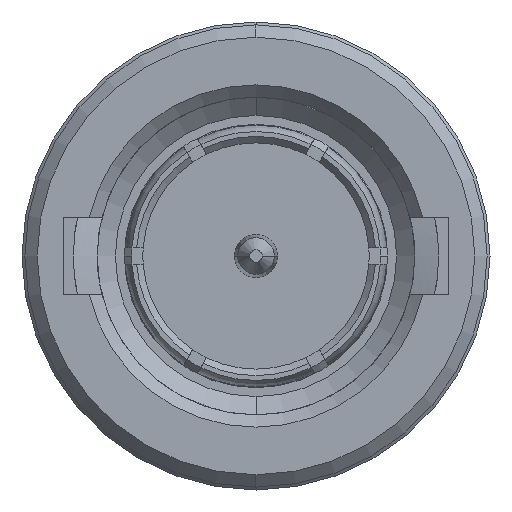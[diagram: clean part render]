
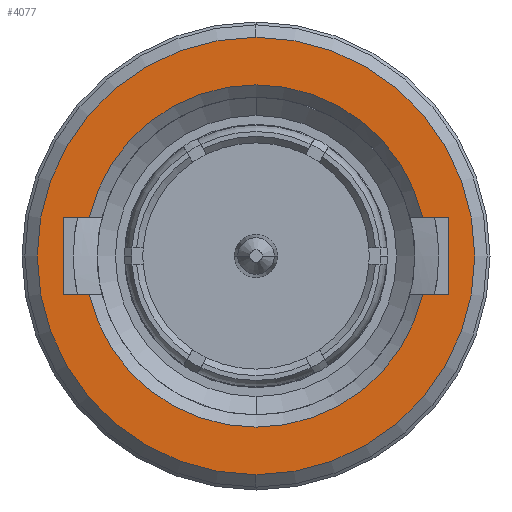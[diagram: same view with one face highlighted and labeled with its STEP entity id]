
A CAD part, left-side view. The second image highlights one B-rep face of the part: STEP entity #4077.
In plain terms, the highlighted planar face has unit normal (-1, 0, 0).
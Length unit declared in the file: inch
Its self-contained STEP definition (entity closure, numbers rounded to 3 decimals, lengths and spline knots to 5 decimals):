
#1443=CARTESIAN_POINT('',(-0.03104,0.,0.));
#1444=DIRECTION('',(1.,0.,0.));
#1445=DIRECTION('',(0.,0.,-1.));
#1446=AXIS2_PLACEMENT_3D('',#1443,#1444,#1445);
#1453=DIRECTION('',(0.,-1.,0.));
#1454=VECTOR('',#1453,0.03087);
#1455=CARTESIAN_POINT('',(-0.03104,-0.20313,-0.047));
#1456=LINE('',#1455,#1454);
#1457=DIRECTION('',(0.,0.,1.));
#1458=VECTOR('',#1457,0.094);
#1459=CARTESIAN_POINT('',(-0.03104,-0.234,-0.047));
#1460=LINE('',#1459,#1458);
#1461=DIRECTION('',(0.,1.,0.));
#1462=VECTOR('',#1461,0.03087);
#1463=CARTESIAN_POINT('',(-0.03104,-0.234,0.047));
#1464=LINE('',#1463,#1462);
#1465=DIRECTION('',(0.,1.,0.));
#1466=VECTOR('',#1465,0.03087);
#1467=CARTESIAN_POINT('',(-0.03104,0.20313,0.047));
#1468=LINE('',#1467,#1466);
#1469=DIRECTION('',(0.,0.,-1.));
#1470=VECTOR('',#1469,0.094);
#1471=CARTESIAN_POINT('',(-0.03104,0.234,0.047));
#1472=LINE('',#1471,#1470);
#1473=DIRECTION('',(0.,-1.,0.));
#1474=VECTOR('',#1473,0.03087);
#1475=CARTESIAN_POINT('',(-0.03104,0.234,-0.047));
#1476=LINE('',#1475,#1474);
#1477=CARTESIAN_POINT('',(-0.03104,0.,0.));
#1478=DIRECTION('',(1.,0.,0.));
#1479=DIRECTION('',(0.,0.,1.));
#1480=AXIS2_PLACEMENT_3D('',#1477,#1478,#1479);
#1778=CARTESIAN_POINT('',(-0.03104,0.,0.));
#1779=DIRECTION('',(1.,0.,0.));
#1780=DIRECTION('',(0.,0.974,0.225));
#1781=AXIS2_PLACEMENT_3D('',#1778,#1779,#1780);
#1783=CARTESIAN_POINT('',(-0.03104,0.,0.));
#1784=DIRECTION('',(1.,0.,0.));
#1785=DIRECTION('',(0.,-0.974,-0.225));
#1786=AXIS2_PLACEMENT_3D('',#1783,#1784,#1785);
#2089=CARTESIAN_POINT('',(-0.03104,0.,-0.2665));
#2090=CARTESIAN_POINT('',(-0.03104,0.,0.2665));
#2091=VERTEX_POINT('',#2089);
#2092=VERTEX_POINT('',#2090);
#2117=CARTESIAN_POINT('',(-0.03104,0.20313,0.047));
#2118=CARTESIAN_POINT('',(-0.03104,0.234,0.047));
#2119=VERTEX_POINT('',#2117);
#2120=VERTEX_POINT('',#2118);
#2121=CARTESIAN_POINT('',(-0.03104,0.234,-0.047));
#2122=VERTEX_POINT('',#2121);
#2123=CARTESIAN_POINT('',(-0.03104,0.20313,-0.047));
#2124=VERTEX_POINT('',#2123);
#2131=CARTESIAN_POINT('',(-0.03104,-0.20313,-0.047));
#2132=CARTESIAN_POINT('',(-0.03104,-0.234,-0.047));
#2133=VERTEX_POINT('',#2131);
#2134=VERTEX_POINT('',#2132);
#2135=CARTESIAN_POINT('',(-0.03104,-0.234,0.047));
#2136=VERTEX_POINT('',#2135);
#2137=CARTESIAN_POINT('',(-0.03104,-0.20313,0.047));
#2138=VERTEX_POINT('',#2137);
#4051=CARTESIAN_POINT('',(-0.03104,0.,0.));
#4052=DIRECTION('',(1.,0.,0.));
#4053=DIRECTION('',(0.,0.,1.));
#4054=AXIS2_PLACEMENT_3D('',#4051,#4052,#4053);
#4055=PLANE('',#4054);
#4057=ORIENTED_EDGE('',*,*,#4056,.T.);
#4058=ORIENTED_EDGE('',*,*,#4041,.T.);
#4059=EDGE_LOOP('',(#4057,#4058));
#4060=FACE_OUTER_BOUND('',#4059,.F.);
#4061=ORIENTED_EDGE('',*,*,#2749,.T.);
#4063=ORIENTED_EDGE('',*,*,#4062,.T.);
#4065=ORIENTED_EDGE('',*,*,#4064,.T.);
#4067=ORIENTED_EDGE('',*,*,#4066,.F.);
#4069=ORIENTED_EDGE('',*,*,#4068,.T.);
#4071=ORIENTED_EDGE('',*,*,#4070,.T.);
#4072=ORIENTED_EDGE('',*,*,#3946,.T.);
#4074=ORIENTED_EDGE('',*,*,#4073,.F.);
#4075=EDGE_LOOP('',(#4061,#4063,#4065,#4067,#4069,#4071,#4072,#4074));
#4076=FACE_BOUND('',#4075,.F.);
#4077=ADVANCED_FACE('',(#4060,#4076),#4055,.F.);
#1447=CIRCLE('',#1446,0.2665);
#1481=CIRCLE('',#1480,0.2665);
#1782=CIRCLE('',#1781,0.2085);
#1787=CIRCLE('',#1786,0.2085);
#2749=EDGE_CURVE('',#2133,#2134,#1456,.T.);
#3946=EDGE_CURVE('',#2122,#2124,#1476,.T.);
#4041=EDGE_CURVE('',#2091,#2092,#1447,.T.);
#4056=EDGE_CURVE('',#2092,#2091,#1481,.T.);
#4062=EDGE_CURVE('',#2134,#2136,#1460,.T.);
#4064=EDGE_CURVE('',#2136,#2138,#1464,.T.);
#4066=EDGE_CURVE('',#2119,#2138,#1782,.T.);
#4068=EDGE_CURVE('',#2119,#2120,#1468,.T.);
#4070=EDGE_CURVE('',#2120,#2122,#1472,.T.);
#4073=EDGE_CURVE('',#2133,#2124,#1787,.T.);
